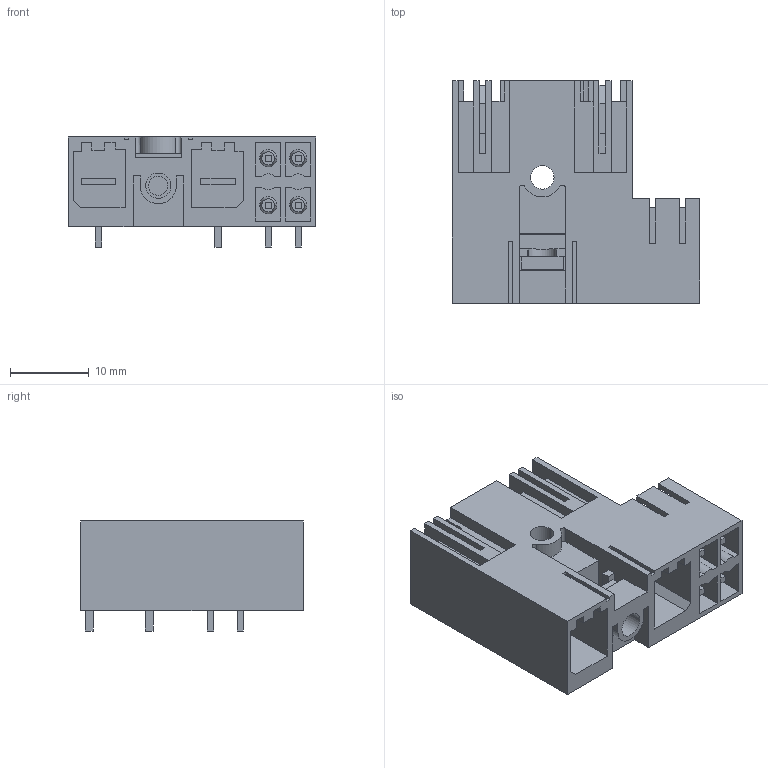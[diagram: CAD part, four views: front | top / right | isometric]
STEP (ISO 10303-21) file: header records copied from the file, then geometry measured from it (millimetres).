
FILE_DESCRIPTION(('CATIA V5 STEP','CAx-IF Rec.Pracs.--- Model Styling and Organization---1.4--- 2014-01-23'),'2;1');
FILE_NAME ('158039-1_1', '2023-09-25T08:21:49+00:00', ('none'), ('Weidmueller'), 'CATIA Version 5-6 Release 2016 SP3 HF44', 'CATIA V5 STEP AP214', 'none');
FILE_SCHEMA(('AUTOMOTIVE_DESIGN { 1 0 10303 214 1 1 1 1 }'));
Length unit declared in the file: millimetre
Products named in the file (1): 2529890000
Bounding box: 31.45 x 28.3 x 14 mm (x, y, z)
Volume: 4963.5 mm3; surface area: 7022.8 mm2
Topology: 8 solids, 8 shells, 463 faces, 1383 edges, 946 vertices
Faces by surface type: plane 430, cylinder 25, cone 8
Entity records: 14671 total; most frequent: ORIENTED_EDGE 2766, CARTESIAN_POINT 2709, DIRECTION 1988, EDGE_CURVE 1383, VECTOR 1314, LINE 1314, VERTEX_POINT 946, EDGE_LOOP 491
